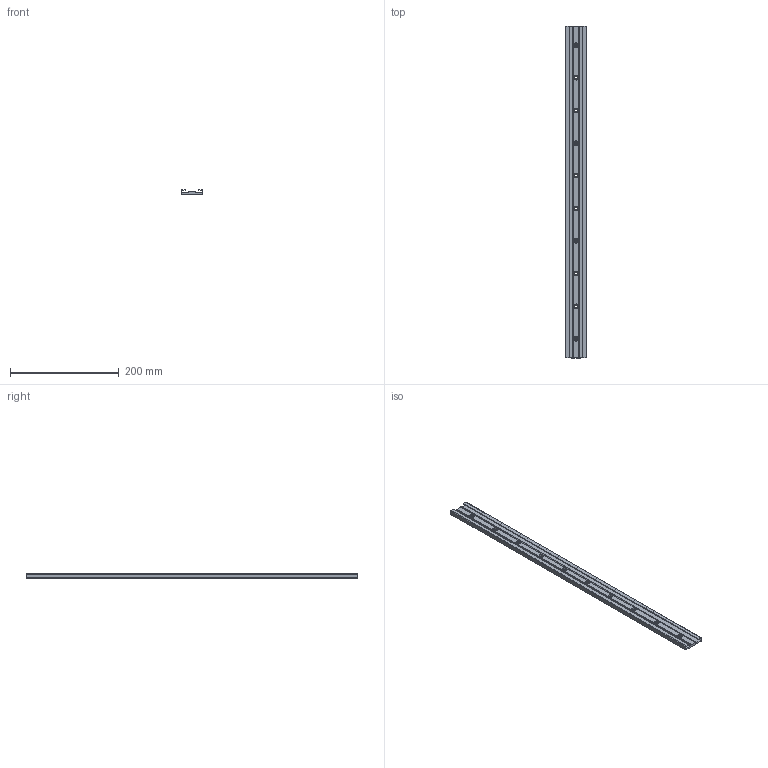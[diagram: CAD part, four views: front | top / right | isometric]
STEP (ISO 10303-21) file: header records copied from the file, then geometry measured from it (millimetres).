
FILE_DESCRIPTION(/* description */ (''),/* implementation_level */ '2;1');
FILE_NAME(/* name */ 'NK04-40 RAIL.ipt.stp',/* time_stamp */ '2016-01-07T16:35:51-08:00',/* author */ ('Autodesk, Inc.'),/* organization */ ('Autodesk Inc.'),/* preprocessor_version */ 'ST-DEVELOPER v16.1',/* originating_system */ 'Autodesk Inventor 2016',/* authorisation */ '');
FILE_SCHEMA (('AUTOMOTIVE_DESIGN { 1 0 10303 214 3 1 1 }'));
Length unit declared in the file: millimetre
Products named in the file (1): NK04-40 RAIL
Bounding box: 40 x 610 x 8.7 mm (x, y, z)
Volume: 102022.1 mm3; surface area: 83570.9 mm2
Topology: 1 solids, 1 shells, 64 faces, 156 edges, 104 vertices
Faces by surface type: plane 36, cylinder 28
Full cylindrical faces by diameter (mm): 4.5 x10, 8.5 x10
Entity records: 1860 total; most frequent: DIRECTION 322, CARTESIAN_POINT 305, ORIENTED_EDGE 272, EDGE_CURVE 136, AXIS2_PLACEMENT_3D 121, EDGE_LOOP 114, VERTEX_POINT 104, LINE 80
